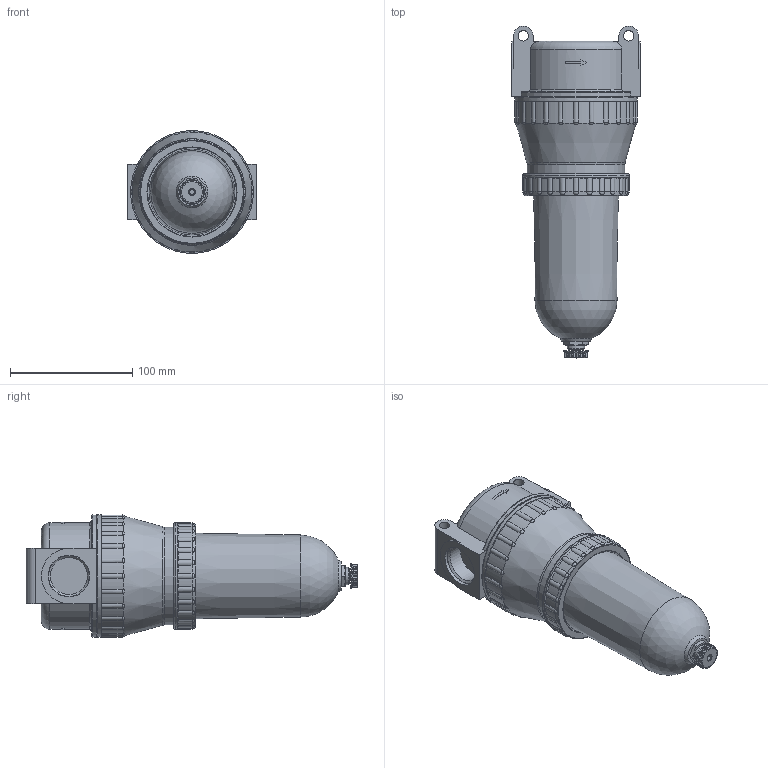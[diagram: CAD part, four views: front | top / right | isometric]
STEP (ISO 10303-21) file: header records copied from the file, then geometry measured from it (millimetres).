
FILE_DESCRIPTION( ( 'STEP AP214' ), ' ' );
FILE_NAME( '9.1155.00.352.0V.stp', '2017-03-08T12:27:19', ( '' ), ( '' ), ' ', 'PARTsolutions', ' ' );
FILE_SCHEMA( ( 'AUTOMOTIVE_DESIGN { 1 0 10303 214 1 1 1 1 }' ) );
Length unit declared in the file: millimetre
Products named in the file (3): 9.1155.00.352.0V; _650 J/M-1; _650 J/M0-3
Assembly tree (2 placements, depth 2):
  9.1155.00.352.0V
    _650 J/M-1
    _650 J/M0-3
Bounding box: 105 x 271 x 100 mm (x, y, z)
Volume: 1215202.7 mm3; surface area: 92380.5 mm2
Topology: 2 solids, 2 shells, 392 faces, 986 edges, 616 vertices
Faces by surface type: cylinder 182, plane 94, sphere 49, cone 44, torus 23
Full cylindrical faces by diameter (mm): 4 x1, 8 x1, 8.5 x2, 14 x1, 20 x1, 30.291 x2, 34 x2, 72.584 x1, 80 x1, 87 x1, 100 x1
Entity records: 16956 total; most frequent: CARTESIAN_POINT 4757, ORIENTED_EDGE 1902, DIRECTION 1852, EDGE_CURVE 951, AXIS2_PLACEMENT_3D 776, VERTEX_POINT 609, EDGE_LOOP 442, FACE_OUTER_BOUND 412
